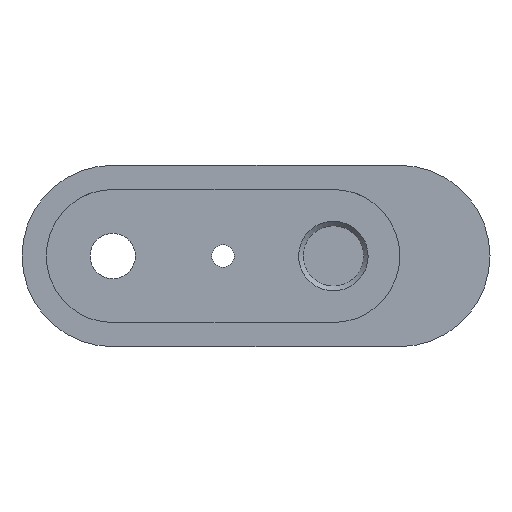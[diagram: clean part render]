
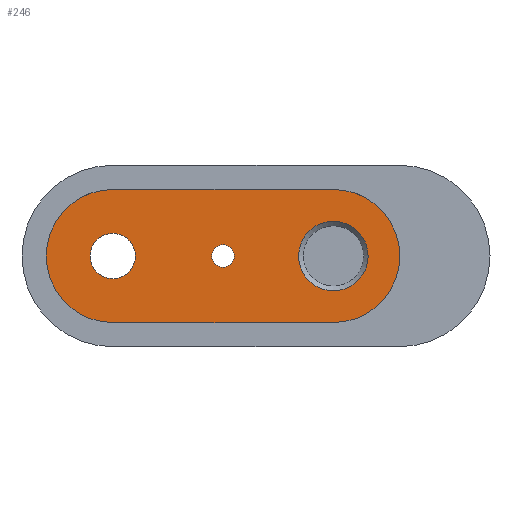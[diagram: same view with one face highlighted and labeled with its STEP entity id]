
A CAD part, top view. The second image highlights one B-rep face of the part: STEP entity #246.
In plain terms, the highlighted planar face has unit normal (0, 0, 1).
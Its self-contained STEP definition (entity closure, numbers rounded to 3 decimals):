
#19=FACE_BOUND('',#50,.T.);
#20=FACE_BOUND('',#51,.T.);
#21=FACE_BOUND('',#52,.T.);
#25=PLANE('',#277);
#34=FACE_OUTER_BOUND('',#49,.T.);
#49=EDGE_LOOP('',(#180,#181,#182,#183));
#50=EDGE_LOOP('',(#184));
#51=EDGE_LOOP('',(#185));
#52=EDGE_LOOP('',(#186));
#70=LINE('',#392,#89);
#71=LINE('',#396,#90);
#89=VECTOR('',#314,10.);
#90=VECTOR('',#317,10.);
#107=CIRCLE('',#275,5.75);
#109=CIRCLE('',#278,11.);
#110=CIRCLE('',#279,11.);
#111=CIRCLE('',#280,3.75);
#112=CIRCLE('',#281,1.875);
#121=VERTEX_POINT('',#384);
#123=VERTEX_POINT('',#390);
#124=VERTEX_POINT('',#391);
#125=VERTEX_POINT('',#393);
#126=VERTEX_POINT('',#395);
#127=VERTEX_POINT('',#398);
#128=VERTEX_POINT('',#400);
#143=EDGE_CURVE('',#121,#121,#107,.T.);
#146=EDGE_CURVE('',#123,#124,#70,.T.);
#147=EDGE_CURVE('',#125,#124,#109,.T.);
#148=EDGE_CURVE('',#126,#125,#71,.T.);
#149=EDGE_CURVE('',#123,#126,#110,.T.);
#150=EDGE_CURVE('',#127,#127,#111,.T.);
#151=EDGE_CURVE('',#128,#128,#112,.T.);
#180=ORIENTED_EDGE('',*,*,#146,.T.);
#181=ORIENTED_EDGE('',*,*,#147,.F.);
#182=ORIENTED_EDGE('',*,*,#148,.F.);
#183=ORIENTED_EDGE('',*,*,#149,.F.);
#184=ORIENTED_EDGE('',*,*,#150,.T.);
#185=ORIENTED_EDGE('',*,*,#151,.F.);
#186=ORIENTED_EDGE('',*,*,#143,.F.);
#246=ADVANCED_FACE('',(#34,#19,#20,#21),#25,.T.);
#275=AXIS2_PLACEMENT_3D('',#385,#307,#308);
#277=AXIS2_PLACEMENT_3D('',#389,#312,#313);
#278=AXIS2_PLACEMENT_3D('',#394,#315,#316);
#279=AXIS2_PLACEMENT_3D('',#397,#318,#319);
#280=AXIS2_PLACEMENT_3D('',#399,#320,#321);
#281=AXIS2_PLACEMENT_3D('',#401,#322,#323);
#307=DIRECTION('center_axis',(0.,0.,1.));
#308=DIRECTION('ref_axis',(-1.,0.,0.));
#312=DIRECTION('center_axis',(0.,0.,1.));
#313=DIRECTION('ref_axis',(-1.,0.,0.));
#314=DIRECTION('',(1.,0.,0.));
#315=DIRECTION('center_axis',(0.,0.,-1.));
#316=DIRECTION('ref_axis',(-1.,0.,0.));
#317=DIRECTION('',(1.,0.,0.));
#318=DIRECTION('center_axis',(0.,0.,-1.));
#319=DIRECTION('ref_axis',(-1.,0.,0.));
#320=DIRECTION('center_axis',(0.,0.,-1.));
#321=DIRECTION('ref_axis',(1.,0.,0.));
#322=DIRECTION('center_axis',(0.,0.,1.));
#323=DIRECTION('ref_axis',(1.,0.,0.));
#384=CARTESIAN_POINT('',(-140.453,35.5,-213.5));
#385=CARTESIAN_POINT('Origin',(-146.203,35.5,-213.5));
#389=CARTESIAN_POINT('Origin',(-146.203,35.5,-213.5));
#390=CARTESIAN_POINT('',(-182.703,24.5,-213.5));
#391=CARTESIAN_POINT('',(-146.203,24.5,-213.5));
#392=CARTESIAN_POINT('',(-155.328,24.5,-213.5));
#393=CARTESIAN_POINT('',(-146.203,46.5,-213.5));
#394=CARTESIAN_POINT('Origin',(-146.203,35.5,-213.5));
#395=CARTESIAN_POINT('',(-182.703,46.5,-213.5));
#396=CARTESIAN_POINT('',(-146.203,46.5,-213.5));
#397=CARTESIAN_POINT('Origin',(-182.703,35.5,-213.5));
#398=CARTESIAN_POINT('',(-186.453,35.5,-213.5));
#399=CARTESIAN_POINT('Origin',(-182.703,35.5,-213.5));
#400=CARTESIAN_POINT('',(-166.328,35.5,-213.5));
#401=CARTESIAN_POINT('Origin',(-164.453,35.5,-213.5));
